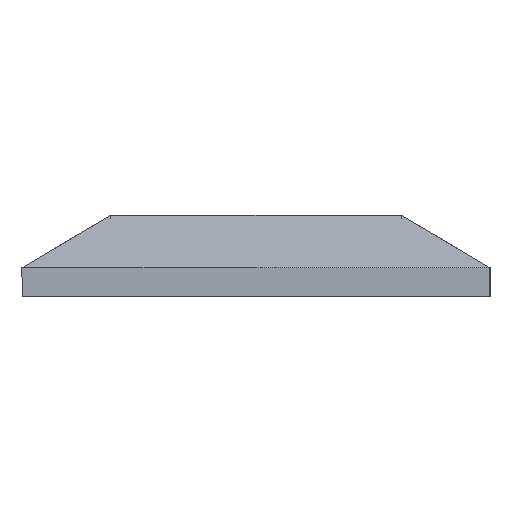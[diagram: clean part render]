
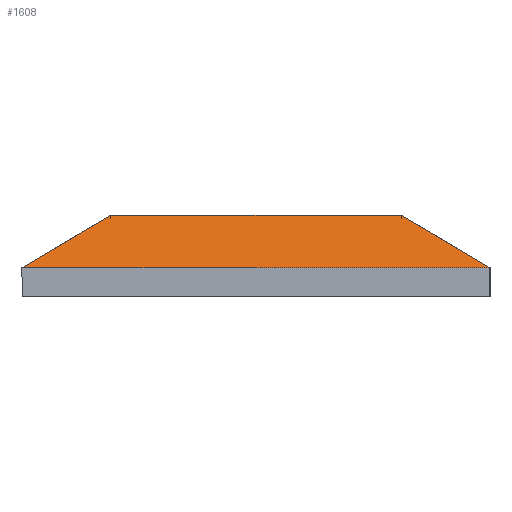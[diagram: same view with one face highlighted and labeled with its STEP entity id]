
A CAD part, left-side view. The second image highlights one B-rep face of the part: STEP entity #1608.
In plain terms, the highlighted planar face has unit normal (-0.608, 0, 0.794).
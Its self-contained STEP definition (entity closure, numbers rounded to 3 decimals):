
#93 = LINE ( 'NONE', #676, #980 ) ;
#147 = CARTESIAN_POINT ( 'NONE',  ( -29., -25., 14. ) ) ;
#296 = VERTEX_POINT ( 'NONE', #380 ) ;
#327 = FACE_OUTER_BOUND ( 'NONE', #1362, .T. ) ;
#347 = ORIENTED_EDGE ( 'NONE', *, *, #1383, .T. ) ;
#377 = VERTEX_POINT ( 'NONE', #147 ) ;
#380 = CARTESIAN_POINT ( 'NONE',  ( -29., 25., 14. ) ) ;
#425 = VECTOR ( 'NONE', #1142, 1000. ) ;
#551 = ORIENTED_EDGE ( 'NONE', *, *, #1463, .T. ) ;
#616 = DIRECTION ( 'NONE',  ( 0., -1., 0. ) ) ;
#645 = AXIS2_PLACEMENT_3D ( 'NONE', #1443, #1434, #1357 ) ;
#676 = CARTESIAN_POINT ( 'NONE',  ( -40.75, 0., 5. ) ) ;
#733 = VERTEX_POINT ( 'NONE', #1632 ) ;
#807 = LINE ( 'NONE', #1454, #842 ) ;
#842 = VECTOR ( 'NONE', #1313, 1000. ) ;
#889 = DIRECTION ( 'NONE',  ( 0., 1., 0. ) ) ;
#894 = ORIENTED_EDGE ( 'NONE', *, *, #1638, .F. ) ;
#980 = VECTOR ( 'NONE', #616, 1000. ) ;
#998 = VERTEX_POINT ( 'NONE', #1008 ) ;
#1008 = CARTESIAN_POINT ( 'NONE',  ( -40.75, -40.25, 5. ) ) ;
#1083 = CARTESIAN_POINT ( 'NONE',  ( -29., 25., 14. ) ) ;
#1135 = VECTOR ( 'NONE', #889, 1000. ) ;
#1137 = CARTESIAN_POINT ( 'NONE',  ( -29., -25., 14. ) ) ;
#1142 = DIRECTION ( 'NONE',  ( -0.553, -0.718, -0.424 ) ) ;
#1262 = ORIENTED_EDGE ( 'NONE', *, *, #1566, .T. ) ;
#1313 = DIRECTION ( 'NONE',  ( -0.553, 0.718, -0.424 ) ) ;
#1352 = LINE ( 'NONE', #1137, #425 ) ;
#1357 = DIRECTION ( 'NONE',  ( 0.794, 0., 0.608 ) ) ;
#1362 = EDGE_LOOP ( 'NONE', ( #1262, #347, #894, #551 ) ) ;
#1383 = EDGE_CURVE ( 'NONE', #733, #998, #93, .T. ) ;
#1423 = LINE ( 'NONE', #1083, #1135 ) ;
#1434 = DIRECTION ( 'NONE',  ( -0.608, 0., 0.794 ) ) ;
#1443 = CARTESIAN_POINT ( 'NONE',  ( -17.481, 0., 22.823 ) ) ;
#1454 = CARTESIAN_POINT ( 'NONE',  ( -29., 25., 14. ) ) ;
#1463 = EDGE_CURVE ( 'NONE', #377, #296, #1423, .T. ) ;
#1566 = EDGE_CURVE ( 'NONE', #296, #733, #807, .T. ) ;
#1604 = PLANE ( 'NONE',  #645 ) ;
#1608 = ADVANCED_FACE ( 'NONE', ( #327 ), #1604, .T. ) ;
#1632 = CARTESIAN_POINT ( 'NONE',  ( -40.75, 40.25, 5. ) ) ;
#1638 = EDGE_CURVE ( 'NONE', #377, #998, #1352, .T. ) ;
